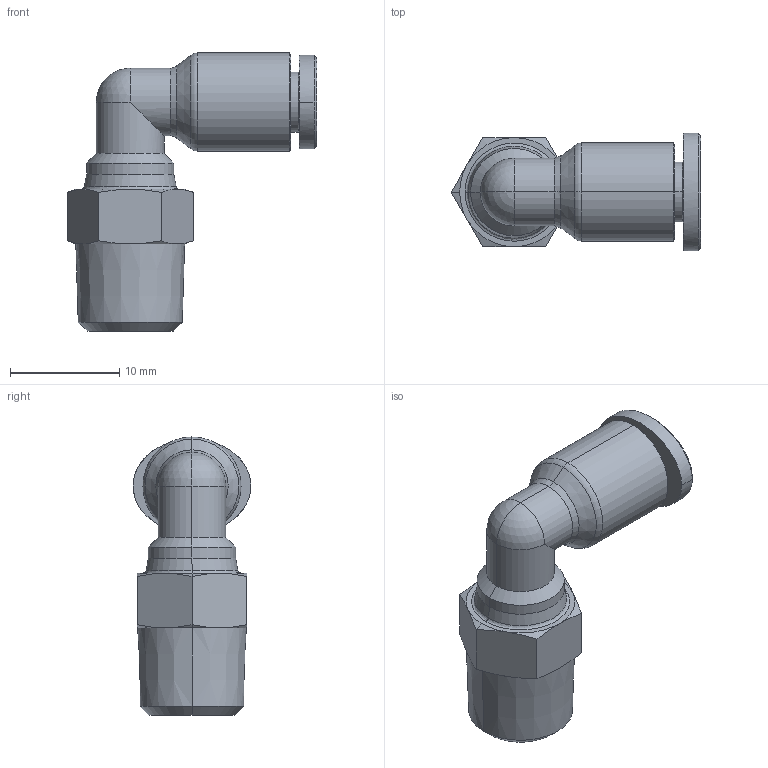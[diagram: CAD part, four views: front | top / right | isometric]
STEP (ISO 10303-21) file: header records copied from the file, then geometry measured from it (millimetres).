
FILE_DESCRIPTION((''),'2;1');
FILE_NAME('GPL 0401(L)(3D).stp','2012-12-21T09:45:53',(''),(''),'Mechanical Desktop.R8.0.24.0','Mechanical Desktop.R8.0.24.0',', , ');
FILE_SCHEMA(('CONFIG_CONTROL_DESIGN'));
Length unit declared in the file: millimetre
Products named in the file (2): GPL 0401(L)(3D); 睡ヶ1
Assembly tree (1 placements, depth 2):
  GPL 0401(L)(3D)
    睡ヶ1
Bounding box: 22.87 x 10.8 x 25.5 mm (x, y, z)
Volume: 1779.6 mm3; surface area: 1621.2 mm2
Topology: 1 solids, 1 shells, 434 faces, 1195 edges, 779 vertices
Faces by surface type: plane 339, cone 36, bspline 33, cylinder 22, torus 2, sphere 2
Entity records: 14385 total; most frequent: CARTESIAN_POINT 3334, ORIENTED_EDGE 2382, DIRECTION 2114, EDGE_CURVE 1191, VECTOR 1016, LINE 1016, VERTEX_POINT 779, AXIS2_PLACEMENT_3D 549
